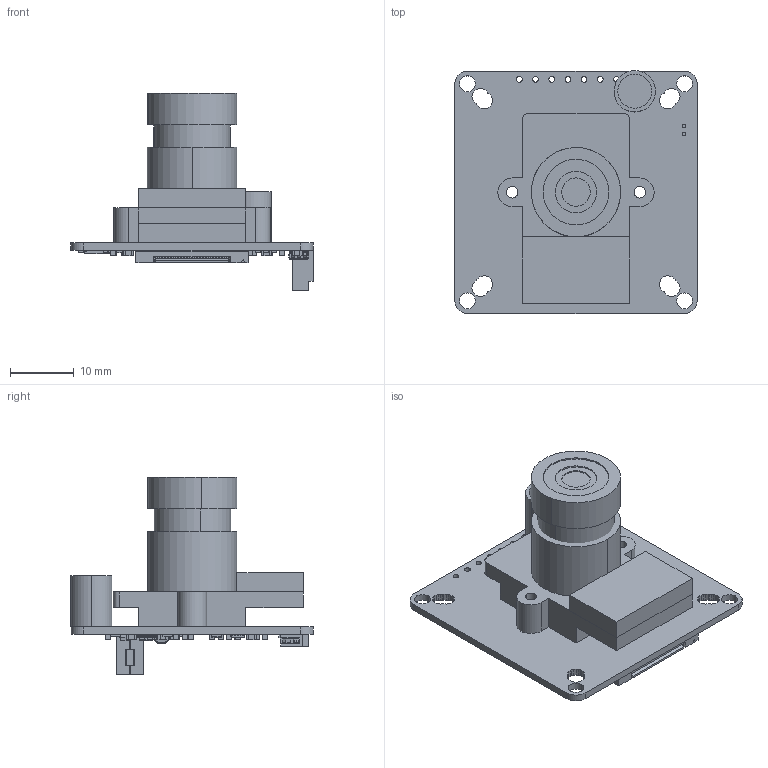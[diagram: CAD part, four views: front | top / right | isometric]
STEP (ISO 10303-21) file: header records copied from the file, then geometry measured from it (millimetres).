
FILE_DESCRIPTION (( 'STEP AP214' ), '1' );
FILE_NAME ('B0425.STEP', '2023-11-27T07:57:58', ( '' ), ( '' ), 'SwSTEP 2.0', 'SolidWorks 2021', '' );
FILE_SCHEMA (( 'AUTOMOTIVE_DESIGN' ));
Length unit declared in the file: millimetre
Products named in the file (4): 462噩芛; IR CUT噩芛釱; UC-755; B0425
Assembly tree (3 placements, depth 2):
  B0425
    UC-755
    IR CUT噩芛釱
    462噩芛
Bounding box: 38 x 38.1 x 31.02 mm (x, y, z)
Volume: 8266.1 mm3; surface area: 8011.6 mm2
Topology: 98 solids, 99 shells, 4926 faces, 12632 edges, 7834 vertices
Faces by surface type: plane 2422, bspline 1283, cylinder 874, sphere 331, torus 16
Entity records: 303142 total; most frequent: CARTESIAN_POINT 139161, ORIENTED_EDGE 24612, DIRECTION 18742, EDGE_CURVE 12306, VECTOR 7956, LINE 7956, VERTEX_POINT 7834, AXIS2_PLACEMENT_3D 5393
